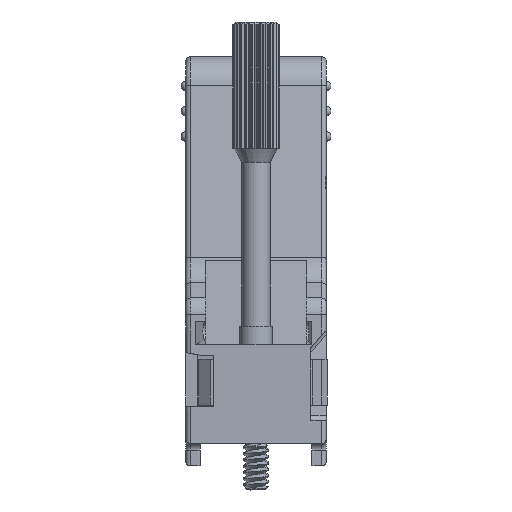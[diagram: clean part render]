
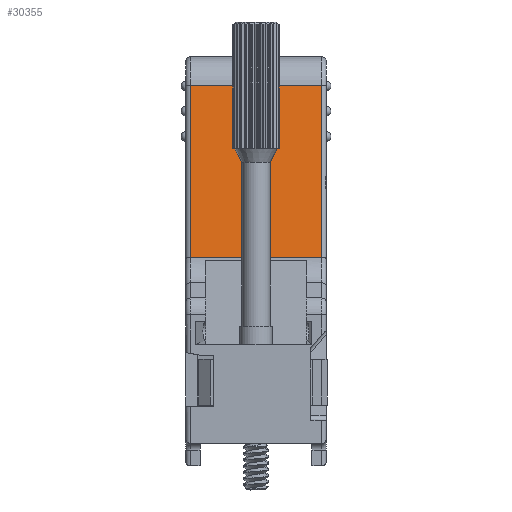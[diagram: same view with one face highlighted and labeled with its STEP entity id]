
A CAD part, left-side view. The second image highlights one B-rep face of the part: STEP entity #30355.
In plain terms, the highlighted planar face has unit normal (-0.992, 0, 0.128).
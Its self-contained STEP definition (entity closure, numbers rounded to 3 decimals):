
#759 = CARTESIAN_POINT ( 'NONE',  ( -79.918, -5.471, 18.797 ) ) ;
#1009 = EDGE_LOOP ( 'NONE', ( #19889, #3006, #16566, #7844 ) ) ;
#1197 = DIRECTION ( 'NONE',  ( 0., 1., 0. ) ) ;
#1660 = EDGE_CURVE ( 'NONE', #40990, #12677, #5846, .T. ) ;
#1792 = DIRECTION ( 'NONE',  ( 0.992, 0., -0.128 ) ) ;
#2120 = VECTOR ( 'NONE', #9618, 1000. ) ;
#2665 = EDGE_CURVE ( 'NONE', #40733, #24536, #41602, .T. ) ;
#3006 = ORIENTED_EDGE ( 'NONE', *, *, #2665, .T. ) ;
#5846 = LINE ( 'NONE', #29373, #2120 ) ;
#6042 = CARTESIAN_POINT ( 'NONE',  ( -82.525, -5.471, -1.45 ) ) ;
#7844 = ORIENTED_EDGE ( 'NONE', *, *, #1660, .T. ) ;
#9595 = FACE_OUTER_BOUND ( 'NONE', #1009, .T. ) ;
#9618 = DIRECTION ( 'NONE',  ( 0., -1., 0. ) ) ;
#10593 = VECTOR ( 'NONE', #1197, 1000. ) ;
#11652 = DIRECTION ( 'NONE',  ( 0.128, 0., 0.992 ) ) ;
#12677 = VERTEX_POINT ( 'NONE', #31057 ) ;
#14354 = CARTESIAN_POINT ( 'NONE',  ( -82.525, 9.029, -1.45 ) ) ;
#16376 = EDGE_CURVE ( 'NONE', #12677, #40733, #18305, .T. ) ;
#16566 = ORIENTED_EDGE ( 'NONE', *, *, #17051, .T. ) ;
#17051 = EDGE_CURVE ( 'NONE', #24536, #40990, #24176, .T. ) ;
#18305 = LINE ( 'NONE', #38920, #18689 ) ;
#18689 = VECTOR ( 'NONE', #11652, 1000. ) ;
#19176 = PLANE ( 'NONE',  #35213 ) ;
#19889 = ORIENTED_EDGE ( 'NONE', *, *, #16376, .T. ) ;
#24176 = LINE ( 'NONE', #14354, #35782 ) ;
#24536 = VERTEX_POINT ( 'NONE', #32667 ) ;
#29373 = CARTESIAN_POINT ( 'NONE',  ( -82.286, -5.471, 0.407 ) ) ;
#30355 = ADVANCED_FACE ( 'NONE', ( #9595 ), #19176, .F. ) ;
#31057 = CARTESIAN_POINT ( 'NONE',  ( -82.286, -4.971, 0.407 ) ) ;
#32667 = CARTESIAN_POINT ( 'NONE',  ( -79.918, 9.029, 18.797 ) ) ;
#34346 = DIRECTION ( 'NONE',  ( -0.128, 0., -0.992 ) ) ;
#35213 = AXIS2_PLACEMENT_3D ( 'NONE', #6042, #1792, #36000 ) ;
#35265 = CARTESIAN_POINT ( 'NONE',  ( -82.286, 9.029, 0.407 ) ) ;
#35782 = VECTOR ( 'NONE', #34346, 1000. ) ;
#36000 = DIRECTION ( 'NONE',  ( 0.128, 0., 0.992 ) ) ;
#38920 = CARTESIAN_POINT ( 'NONE',  ( -82.525, -4.971, -1.45 ) ) ;
#39337 = CARTESIAN_POINT ( 'NONE',  ( -79.918, -4.971, 18.797 ) ) ;
#40733 = VERTEX_POINT ( 'NONE', #39337 ) ;
#40990 = VERTEX_POINT ( 'NONE', #35265 ) ;
#41602 = LINE ( 'NONE', #759, #10593 ) ;
